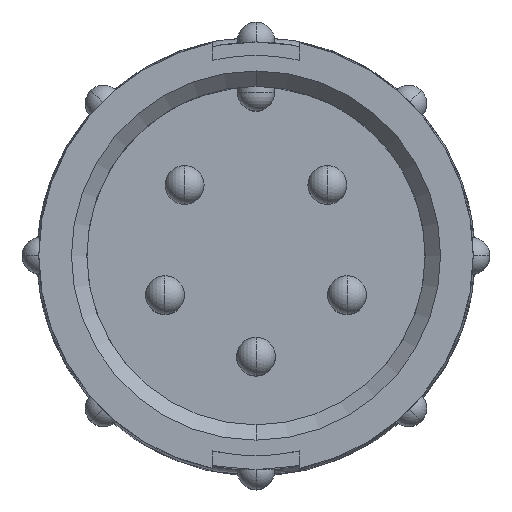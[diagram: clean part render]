
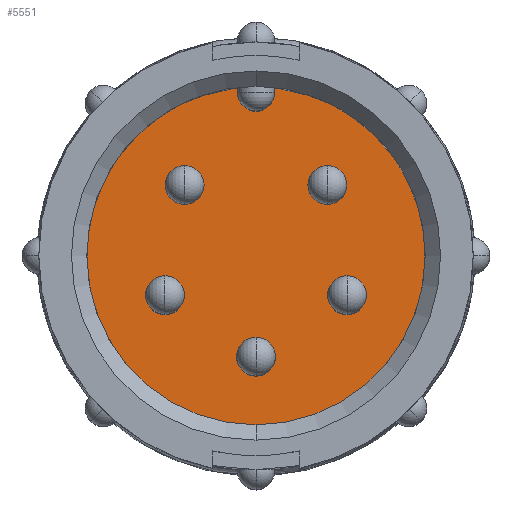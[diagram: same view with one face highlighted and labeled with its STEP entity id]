
A CAD part, top view. The second image highlights one B-rep face of the part: STEP entity #5551.
In plain terms, the highlighted planar face has unit normal (0, 0, 1).
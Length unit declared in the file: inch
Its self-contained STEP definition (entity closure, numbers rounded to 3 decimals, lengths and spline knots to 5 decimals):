
#33 = FACE_BOUND ( 'NONE', #8499, .T. ) ;
#64 = DIRECTION ( 'NONE',  ( 0., 0., 1. ) ) ;
#153 = ORIENTED_EDGE ( 'NONE', *, *, #9830, .F. ) ;
#164 = VERTEX_POINT ( 'NONE', #1877 ) ;
#259 = DIRECTION ( 'NONE',  ( 0., 0., 1. ) ) ;
#331 = DIRECTION ( 'NONE',  ( 1., 0., 0. ) ) ;
#488 = DIRECTION ( 'NONE',  ( 1., 0., 0. ) ) ;
#546 = CIRCLE ( 'NONE', #8801, 0.0315 ) ;
#555 = DIRECTION ( 'NONE',  ( 1., 0., 0. ) ) ;
#634 = EDGE_CURVE ( 'NONE', #1952, #4141, #676, .T. ) ;
#676 = LINE ( 'NONE', #7349, #2723 ) ;
#707 = DIRECTION ( 'NONE',  ( 1., 0., 0. ) ) ;
#720 = EDGE_CURVE ( 'NONE', #6560, #7715, #6621, .T. ) ;
#750 = DIRECTION ( 'NONE',  ( 1., 0., 0. ) ) ;
#772 = CARTESIAN_POINT ( 'NONE',  ( 0.1795, -0.064, -0.31 ) ) ;
#788 = CIRCLE ( 'NONE', #992, 0.0315 ) ;
#890 = VERTEX_POINT ( 'NONE', #772 ) ;
#992 = AXIS2_PLACEMENT_3D ( 'NONE', #10008, #5036, #5610 ) ;
#1014 = CARTESIAN_POINT ( 'NONE',  ( -0.03, 0.265, -0.31 ) ) ;
#1058 = VERTEX_POINT ( 'NONE', #1098 ) ;
#1082 = EDGE_CURVE ( 'NONE', #7715, #6560, #788, .T. ) ;
#1098 = CARTESIAN_POINT ( 'NONE',  ( 0.1165, -0.064, -0.31 ) ) ;
#1099 = EDGE_CURVE ( 'NONE', #6631, #1952, #2841, .T. ) ;
#1188 = AXIS2_PLACEMENT_3D ( 'NONE', #10098, #8316, #3839 ) ;
#1289 = PLANE ( 'NONE',  #5838 ) ;
#1320 = DIRECTION ( 'NONE',  ( 0., 0., 1. ) ) ;
#1474 = CIRCLE ( 'NONE', #5441, 0.0315 ) ;
#1478 = DIRECTION ( 'NONE',  ( 0., 0., -1. ) ) ;
#1556 = ORIENTED_EDGE ( 'NONE', *, *, #3232, .F. ) ;
#1861 = ORIENTED_EDGE ( 'NONE', *, *, #7665, .T. ) ;
#1877 = CARTESIAN_POINT ( 'NONE',  ( -0.03, 0.27336, -0.31 ) ) ;
#1952 = VERTEX_POINT ( 'NONE', #8437 ) ;
#2009 = AXIS2_PLACEMENT_3D ( 'NONE', #7543, #2881, #8343 ) ;
#2010 = EDGE_CURVE ( 'NONE', #164, #6631, #4885, .T. ) ;
#2081 = FACE_OUTER_BOUND ( 'NONE', #3823, .T. ) ;
#2248 = EDGE_LOOP ( 'NONE', ( #9913, #2765 ) ) ;
#2281 = ORIENTED_EDGE ( 'NONE', *, *, #7514, .T. ) ;
#2298 = DIRECTION ( 'NONE',  ( 0., 0., 1. ) ) ;
#2409 = DIRECTION ( 'NONE',  ( 0., 0., 1. ) ) ;
#2471 = AXIS2_PLACEMENT_3D ( 'NONE', #4688, #64, #5448 ) ;
#2523 = ORIENTED_EDGE ( 'NONE', *, *, #1099, .T. ) ;
#2543 = AXIS2_PLACEMENT_3D ( 'NONE', #2955, #1320, #488 ) ;
#2651 = CIRCLE ( 'NONE', #5593, 0.0315 ) ;
#2723 = VECTOR ( 'NONE', #4232, 39.37008 ) ;
#2727 = EDGE_CURVE ( 'NONE', #3888, #4237, #7840, .T. ) ;
#2753 = VERTEX_POINT ( 'NONE', #8968 ) ;
#2765 = ORIENTED_EDGE ( 'NONE', *, *, #9316, .F. ) ;
#2841 = CIRCLE ( 'NONE', #2543, 0.275 ) ;
#2881 = DIRECTION ( 'NONE',  ( 0., 0., 1. ) ) ;
#2955 = CARTESIAN_POINT ( 'NONE',  ( 0., 0., -0.31 ) ) ;
#3111 = ORIENTED_EDGE ( 'NONE', *, *, #2727, .F. ) ;
#3232 = EDGE_CURVE ( 'NONE', #3508, #2753, #5364, .T. ) ;
#3283 = CARTESIAN_POINT ( 'NONE',  ( 0.0845, 0.115, -0.31 ) ) ;
#3438 = EDGE_CURVE ( 'NONE', #4237, #3888, #546, .T. ) ;
#3508 = VERTEX_POINT ( 'NONE', #7361 ) ;
#3577 = CARTESIAN_POINT ( 'NONE',  ( -0.03, 0.265, -0.31 ) ) ;
#3823 = EDGE_LOOP ( 'NONE', ( #2281, #1861, #7532, #2523, #4786 ) ) ;
#3834 = ORIENTED_EDGE ( 'NONE', *, *, #1082, .F. ) ;
#3839 = DIRECTION ( 'NONE',  ( 1., 0., 0. ) ) ;
#3888 = VERTEX_POINT ( 'NONE', #3925 ) ;
#3907 = FACE_BOUND ( 'NONE', #7251, .T. ) ;
#3925 = CARTESIAN_POINT ( 'NONE',  ( -0.0315, -0.164, -0.31 ) ) ;
#3985 = AXIS2_PLACEMENT_3D ( 'NONE', #6117, #1478, #6908 ) ;
#4009 = CIRCLE ( 'NONE', #3985, 0.03 ) ;
#4141 = VERTEX_POINT ( 'NONE', #5931 ) ;
#4227 = EDGE_CURVE ( 'NONE', #1058, #890, #5353, .T. ) ;
#4232 = DIRECTION ( 'NONE',  ( 0., -1., 0. ) ) ;
#4237 = VERTEX_POINT ( 'NONE', #8585 ) ;
#4287 = CARTESIAN_POINT ( 'NONE',  ( 0., -0.164, -0.31 ) ) ;
#4497 = CIRCLE ( 'NONE', #5064, 0.0315 ) ;
#4688 = CARTESIAN_POINT ( 'NONE',  ( 0.148, -0.064, -0.31 ) ) ;
#4786 = ORIENTED_EDGE ( 'NONE', *, *, #634, .T. ) ;
#4871 = CARTESIAN_POINT ( 'NONE',  ( -0.148, -0.064, -0.31 ) ) ;
#4885 = CIRCLE ( 'NONE', #5885, 0.275 ) ;
#4941 = EDGE_LOOP ( 'NONE', ( #3834, #8800 ) ) ;
#4946 = DIRECTION ( 'NONE',  ( 0., 0., 1. ) ) ;
#5036 = DIRECTION ( 'NONE',  ( 0., 0., 1. ) ) ;
#5049 = DIRECTION ( 'NONE',  ( 1., 0., 0. ) ) ;
#5064 = AXIS2_PLACEMENT_3D ( 'NONE', #4871, #259, #5647 ) ;
#5166 = DIRECTION ( 'NONE',  ( 0., 0., 1. ) ) ;
#5316 = DIRECTION ( 'NONE',  ( 0., 0., 1. ) ) ;
#5353 = CIRCLE ( 'NONE', #2471, 0.0315 ) ;
#5364 = CIRCLE ( 'NONE', #2009, 0.0315 ) ;
#5365 = DIRECTION ( 'NONE',  ( 0., 0., 1. ) ) ;
#5441 = AXIS2_PLACEMENT_3D ( 'NONE', #10028, #5316, #707 ) ;
#5448 = DIRECTION ( 'NONE',  ( 1., 0., 0. ) ) ;
#5551 = ADVANCED_FACE ( 'NONE', ( #8057, #6207, #2081, #33, #5952, #3907 ), #1289, .T. ) ;
#5557 = VECTOR ( 'NONE', #6435, 39.37008 ) ;
#5593 = AXIS2_PLACEMENT_3D ( 'NONE', #9646, #4946, #331 ) ;
#5610 = DIRECTION ( 'NONE',  ( 1., 0., 0. ) ) ;
#5647 = DIRECTION ( 'NONE',  ( 1., 0., 0. ) ) ;
#5838 = AXIS2_PLACEMENT_3D ( 'NONE', #9877, #5166, #555 ) ;
#5885 = AXIS2_PLACEMENT_3D ( 'NONE', #10087, #5365, #750 ) ;
#5931 = CARTESIAN_POINT ( 'NONE',  ( 0.03, 0.265, -0.31 ) ) ;
#5952 = FACE_BOUND ( 'NONE', #4941, .T. ) ;
#6091 = EDGE_CURVE ( 'NONE', #7279, #6857, #1474, .T. ) ;
#6117 = CARTESIAN_POINT ( 'NONE',  ( 0., 0.265, -0.31 ) ) ;
#6207 = FACE_BOUND ( 'NONE', #2248, .T. ) ;
#6412 = CIRCLE ( 'NONE', #9086, 0.0315 ) ;
#6435 = DIRECTION ( 'NONE',  ( 0., 1., 0. ) ) ;
#6555 = AXIS2_PLACEMENT_3D ( 'NONE', #4287, #9756, #5049 ) ;
#6560 = VERTEX_POINT ( 'NONE', #8282 ) ;
#6621 = CIRCLE ( 'NONE', #1188, 0.0315 ) ;
#6631 = VERTEX_POINT ( 'NONE', #9156 ) ;
#6857 = VERTEX_POINT ( 'NONE', #3283 ) ;
#6867 = ORIENTED_EDGE ( 'NONE', *, *, #3438, .F. ) ;
#6880 = EDGE_CURVE ( 'NONE', #2753, #3508, #4497, .T. ) ;
#6908 = DIRECTION ( 'NONE',  ( 1., 0., 0. ) ) ;
#6948 = CARTESIAN_POINT ( 'NONE',  ( 0.148, -0.064, -0.31 ) ) ;
#7055 = CARTESIAN_POINT ( 'NONE',  ( 0., -0.164, -0.31 ) ) ;
#7251 = EDGE_LOOP ( 'NONE', ( #6867, #3111 ) ) ;
#7279 = VERTEX_POINT ( 'NONE', #8705 ) ;
#7349 = CARTESIAN_POINT ( 'NONE',  ( 0.03, 0.27336, -0.31 ) ) ;
#7357 = ORIENTED_EDGE ( 'NONE', *, *, #6880, .F. ) ;
#7361 = CARTESIAN_POINT ( 'NONE',  ( -0.1795, -0.064, -0.31 ) ) ;
#7448 = VERTEX_POINT ( 'NONE', #3577 ) ;
#7514 = EDGE_CURVE ( 'NONE', #4141, #7448, #4009, .T. ) ;
#7532 = ORIENTED_EDGE ( 'NONE', *, *, #2010, .T. ) ;
#7543 = CARTESIAN_POINT ( 'NONE',  ( -0.148, -0.064, -0.31 ) ) ;
#7658 = LINE ( 'NONE', #1014, #5557 ) ;
#7665 = EDGE_CURVE ( 'NONE', #7448, #164, #7658, .T. ) ;
#7715 = VERTEX_POINT ( 'NONE', #9586 ) ;
#7751 = DIRECTION ( 'NONE',  ( 1., 0., 0. ) ) ;
#7840 = CIRCLE ( 'NONE', #6555, 0.0315 ) ;
#7850 = DIRECTION ( 'NONE',  ( 1., 0., 0. ) ) ;
#8057 = FACE_BOUND ( 'NONE', #8945, .T. ) ;
#8282 = CARTESIAN_POINT ( 'NONE',  ( -0.1475, 0.115, -0.31 ) ) ;
#8316 = DIRECTION ( 'NONE',  ( 0., 0., 1. ) ) ;
#8343 = DIRECTION ( 'NONE',  ( 1., 0., 0. ) ) ;
#8437 = CARTESIAN_POINT ( 'NONE',  ( 0.03, 0.27336, -0.31 ) ) ;
#8499 = EDGE_LOOP ( 'NONE', ( #153, #10048 ) ) ;
#8585 = CARTESIAN_POINT ( 'NONE',  ( 0.0315, -0.164, -0.31 ) ) ;
#8705 = CARTESIAN_POINT ( 'NONE',  ( 0.1475, 0.115, -0.31 ) ) ;
#8800 = ORIENTED_EDGE ( 'NONE', *, *, #720, .F. ) ;
#8801 = AXIS2_PLACEMENT_3D ( 'NONE', #7055, #2409, #7850 ) ;
#8945 = EDGE_LOOP ( 'NONE', ( #7357, #1556 ) ) ;
#8968 = CARTESIAN_POINT ( 'NONE',  ( -0.1165, -0.064, -0.31 ) ) ;
#9086 = AXIS2_PLACEMENT_3D ( 'NONE', #6948, #2298, #7751 ) ;
#9156 = CARTESIAN_POINT ( 'NONE',  ( 0., -0.275, -0.31 ) ) ;
#9316 = EDGE_CURVE ( 'NONE', #6857, #7279, #2651, .T. ) ;
#9586 = CARTESIAN_POINT ( 'NONE',  ( -0.0845, 0.115, -0.31 ) ) ;
#9646 = CARTESIAN_POINT ( 'NONE',  ( 0.116, 0.115, -0.31 ) ) ;
#9756 = DIRECTION ( 'NONE',  ( 0., 0., 1. ) ) ;
#9830 = EDGE_CURVE ( 'NONE', #890, #1058, #6412, .T. ) ;
#9877 = CARTESIAN_POINT ( 'NONE',  ( 0., 0.265, -0.31 ) ) ;
#9913 = ORIENTED_EDGE ( 'NONE', *, *, #6091, .F. ) ;
#10008 = CARTESIAN_POINT ( 'NONE',  ( -0.116, 0.115, -0.31 ) ) ;
#10028 = CARTESIAN_POINT ( 'NONE',  ( 0.116, 0.115, -0.31 ) ) ;
#10048 = ORIENTED_EDGE ( 'NONE', *, *, #4227, .F. ) ;
#10087 = CARTESIAN_POINT ( 'NONE',  ( 0., 0., -0.31 ) ) ;
#10098 = CARTESIAN_POINT ( 'NONE',  ( -0.116, 0.115, -0.31 ) ) ;
